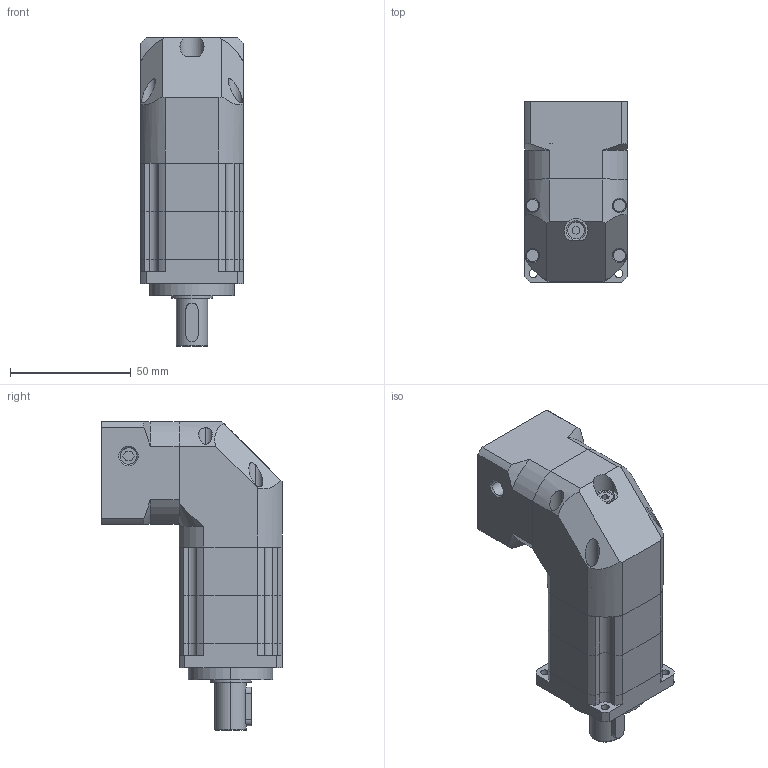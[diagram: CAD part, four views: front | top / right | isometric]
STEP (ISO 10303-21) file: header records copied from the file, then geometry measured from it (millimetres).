
FILE_DESCRIPTION (( 'STEP AP203' ), '1' );
FILE_NAME ('GPBR042-L2-(8-30-45-M3).STEP', '2024-08-20T03:51:46', ( '' ), ( '' ), 'SwSTEP 2.0', 'SolidWorks 2019', '' );
FILE_SCHEMA (( 'CONFIG_CONTROL_DESIGN' ));
Length unit declared in the file: millimetre
Products named in the file (2): GPBR042-L2-(8-30-45-M3)
Assembly tree (1 placements, depth 2):
  GPBR042-L2-(8-30-45-M3)
    GPBR042-L2-(8-30-45-M3)
Bounding box: 42.6 x 74.6 x 128 mm (x, y, z)
Volume: 176973 mm3; surface area: 50198.1 mm2
Topology: 6 solids, 10 shells, 421 faces, 1022 edges, 656 vertices
Faces by surface type: cylinder 189, plane 181, cone 49, torus 2
Entity records: 13383 total; most frequent: CARTESIAN_POINT 3117, DIRECTION 2200, ORIENTED_EDGE 2008, EDGE_CURVE 1004, AXIS2_PLACEMENT_3D 820, VERTEX_POINT 656, LINE 560, VECTOR 560
